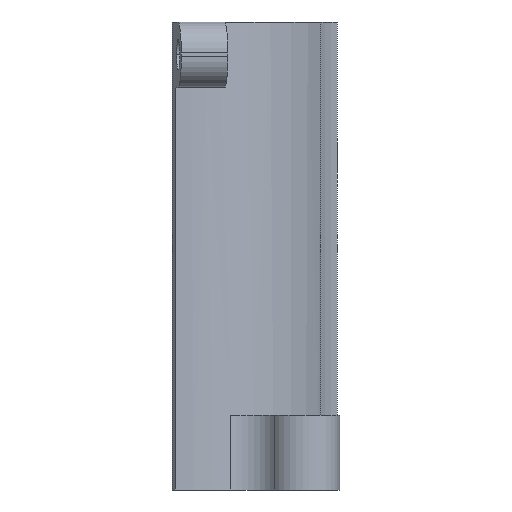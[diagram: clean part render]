
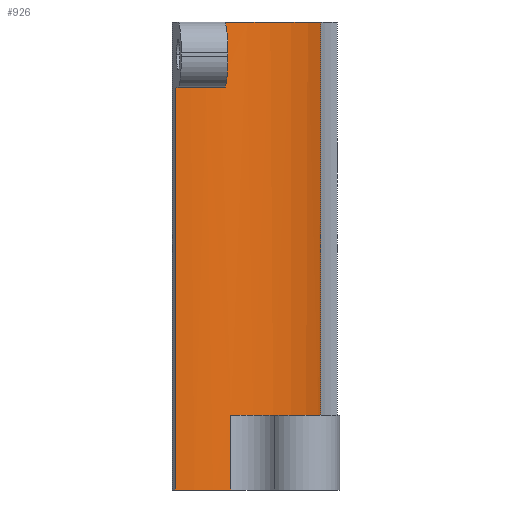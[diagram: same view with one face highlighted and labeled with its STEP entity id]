
A CAD part, front view. The second image highlights one B-rep face of the part: STEP entity #926.
In plain terms, the highlighted cylindrical face has radius 19 mm (diameter 38 mm), a partial arc.
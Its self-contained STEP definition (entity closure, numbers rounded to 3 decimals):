
#15 = CARTESIAN_POINT ( 'NONE',  ( 17.265, -7.932, 8. ) ) ;
#28 = CARTESIAN_POINT ( 'NONE',  ( 1.986, -18.896, 0. ) ) ;
#65 = CARTESIAN_POINT ( 'NONE',  ( 17.265, -7.932, 8. ) ) ;
#86 = VECTOR ( 'NONE', #1030, 1000. ) ;
#96 = DIRECTION ( 'NONE',  ( 0., 0., -1. ) ) ;
#104 = ORIENTED_EDGE ( 'NONE', *, *, #448, .T. ) ;
#109 = LINE ( 'NONE', #252, #148 ) ;
#124 = VERTEX_POINT ( 'NONE', #28 ) ;
#127 = EDGE_LOOP ( 'NONE', ( #104, #418, #176, #410, #276, #1364, #328, #1172, #776, #623 ) ) ;
#132 = VERTEX_POINT ( 'NONE', #1262 ) ;
#146 = DIRECTION ( 'NONE',  ( 0., 0., 1. ) ) ;
#148 = VECTOR ( 'NONE', #1135, 1000. ) ;
#149 = DIRECTION ( 'NONE',  ( 1., 0., 0. ) ) ;
#157 = DIRECTION ( 'NONE',  ( 1., 0., 0. ) ) ;
#165 = CIRCLE ( 'NONE', #646, 19. ) ;
#166 = DIRECTION ( 'NONE',  ( 1., 0., 0. ) ) ;
#176 = ORIENTED_EDGE ( 'NONE', *, *, #379, .F. ) ;
#181 = DIRECTION ( 'NONE',  ( 1., 0., 0. ) ) ;
#199 = EDGE_CURVE ( 'NONE', #837, #346, #549, .T. ) ;
#252 = CARTESIAN_POINT ( 'NONE',  ( 1.986, -18.896, 8. ) ) ;
#276 = ORIENTED_EDGE ( 'NONE', *, *, #745, .F. ) ;
#314 = AXIS2_PLACEMENT_3D ( 'NONE', #617, #1182, #157 ) ;
#328 = ORIENTED_EDGE ( 'NONE', *, *, #1203, .T. ) ;
#346 = VERTEX_POINT ( 'NONE', #1299 ) ;
#379 = EDGE_CURVE ( 'NONE', #1220, #837, #770, .T. ) ;
#381 = VERTEX_POINT ( 'NONE', #610 ) ;
#387 = CARTESIAN_POINT ( 'NONE',  ( 0., 0., 0. ) ) ;
#402 = EDGE_CURVE ( 'NONE', #1019, #381, #165, .T. ) ;
#406 = CARTESIAN_POINT ( 'NONE',  ( 1.986, -18.896, 43. ) ) ;
#410 = ORIENTED_EDGE ( 'NONE', *, *, #636, .T. ) ;
#418 = ORIENTED_EDGE ( 'NONE', *, *, #199, .F. ) ;
#434 = FACE_OUTER_BOUND ( 'NONE', #127, .T. ) ;
#448 = EDGE_CURVE ( 'NONE', #753, #346, #551, .T. ) ;
#479 = AXIS2_PLACEMENT_3D ( 'NONE', #1112, #96, #543 ) ;
#492 = CARTESIAN_POINT ( 'NONE',  ( 0., 0., 50. ) ) ;
#502 = AXIS2_PLACEMENT_3D ( 'NONE', #1045, #146, #166 ) ;
#542 = EDGE_CURVE ( 'NONE', #1019, #753, #1103, .T. ) ;
#543 = DIRECTION ( 'NONE',  ( -1., 0., 0. ) ) ;
#549 = LINE ( 'NONE', #1448, #817 ) ;
#551 = CIRCLE ( 'NONE', #1241, 19. ) ;
#555 = DIRECTION ( 'NONE',  ( 0., 0., 1. ) ) ;
#610 = CARTESIAN_POINT ( 'NONE',  ( 17.265, -7.932, 0. ) ) ;
#617 = CARTESIAN_POINT ( 'NONE',  ( 0., 0., 43. ) ) ;
#623 = ORIENTED_EDGE ( 'NONE', *, *, #542, .T. ) ;
#636 = EDGE_CURVE ( 'NONE', #1220, #124, #109, .T. ) ;
#646 = AXIS2_PLACEMENT_3D ( 'NONE', #387, #1414, #181 ) ;
#671 = EDGE_CURVE ( 'NONE', #1188, #381, #1048, .T. ) ;
#688 = CARTESIAN_POINT ( 'NONE',  ( 7.932, -17.265, 8. ) ) ;
#725 = DIRECTION ( 'NONE',  ( 0., 0., -1. ) ) ;
#745 = EDGE_CURVE ( 'NONE', #132, #124, #914, .T. ) ;
#753 = VERTEX_POINT ( 'NONE', #962 ) ;
#770 = CIRCLE ( 'NONE', #314, 19. ) ;
#776 = ORIENTED_EDGE ( 'NONE', *, *, #402, .F. ) ;
#800 = VECTOR ( 'NONE', #555, 1000. ) ;
#817 = VECTOR ( 'NONE', #1352, 1000. ) ;
#826 = AXIS2_PLACEMENT_3D ( 'NONE', #971, #725, #149 ) ;
#837 = VERTEX_POINT ( 'NONE', #1228 ) ;
#914 = CIRCLE ( 'NONE', #826, 19. ) ;
#926 = ADVANCED_FACE ( 'NONE', ( #434 ), #1221, .T. ) ;
#962 = CARTESIAN_POINT ( 'NONE',  ( 17.541, -7.302, 50. ) ) ;
#971 = CARTESIAN_POINT ( 'NONE',  ( 0., 0., 0. ) ) ;
#1007 = VERTEX_POINT ( 'NONE', #688 ) ;
#1019 = VERTEX_POINT ( 'NONE', #1154 ) ;
#1030 = DIRECTION ( 'NONE',  ( 0., 0., -1. ) ) ;
#1045 = CARTESIAN_POINT ( 'NONE',  ( 0., 0., 8. ) ) ;
#1046 = CIRCLE ( 'NONE', #502, 19. ) ;
#1048 = LINE ( 'NONE', #15, #86 ) ;
#1098 = LINE ( 'NONE', #1197, #1261 ) ;
#1103 = LINE ( 'NONE', #1115, #800 ) ;
#1112 = CARTESIAN_POINT ( 'NONE',  ( 0., 0., 8. ) ) ;
#1115 = CARTESIAN_POINT ( 'NONE',  ( 17.541, -7.302, 8. ) ) ;
#1135 = DIRECTION ( 'NONE',  ( 0., 0., -1. ) ) ;
#1154 = CARTESIAN_POINT ( 'NONE',  ( 17.541, -7.302, 0. ) ) ;
#1172 = ORIENTED_EDGE ( 'NONE', *, *, #671, .T. ) ;
#1182 = DIRECTION ( 'NONE',  ( 0., 0., 1. ) ) ;
#1188 = VERTEX_POINT ( 'NONE', #65 ) ;
#1189 = DIRECTION ( 'NONE',  ( 0., 0., -1. ) ) ;
#1192 = DIRECTION ( 'NONE',  ( 0., 0., -1. ) ) ;
#1197 = CARTESIAN_POINT ( 'NONE',  ( 7.932, -17.265, 8. ) ) ;
#1203 = EDGE_CURVE ( 'NONE', #1007, #1188, #1046, .T. ) ;
#1220 = VERTEX_POINT ( 'NONE', #406 ) ;
#1221 = CYLINDRICAL_SURFACE ( 'NONE', #479, 19. ) ;
#1228 = CARTESIAN_POINT ( 'NONE',  ( 6.889, -17.707, 43. ) ) ;
#1241 = AXIS2_PLACEMENT_3D ( 'NONE', #492, #1189, #1305 ) ;
#1250 = EDGE_CURVE ( 'NONE', #1007, #132, #1098, .T. ) ;
#1261 = VECTOR ( 'NONE', #1192, 1000. ) ;
#1262 = CARTESIAN_POINT ( 'NONE',  ( 7.932, -17.265, 0. ) ) ;
#1299 = CARTESIAN_POINT ( 'NONE',  ( 6.889, -17.707, 50. ) ) ;
#1305 = DIRECTION ( 'NONE',  ( 1., 0., 0. ) ) ;
#1352 = DIRECTION ( 'NONE',  ( 0., 0., 1. ) ) ;
#1364 = ORIENTED_EDGE ( 'NONE', *, *, #1250, .F. ) ;
#1414 = DIRECTION ( 'NONE',  ( 0., 0., -1. ) ) ;
#1448 = CARTESIAN_POINT ( 'NONE',  ( 6.889, -17.707, 43. ) ) ;
